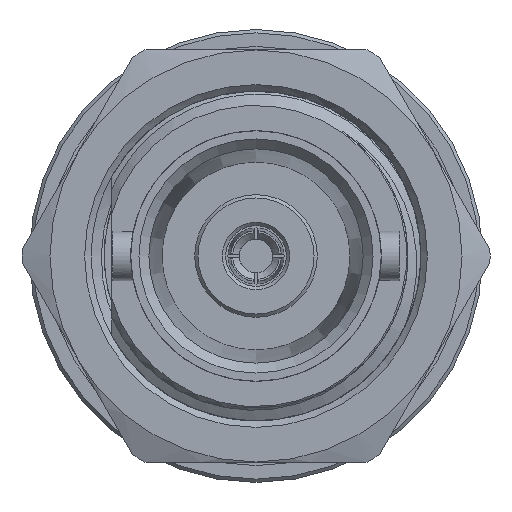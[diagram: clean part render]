
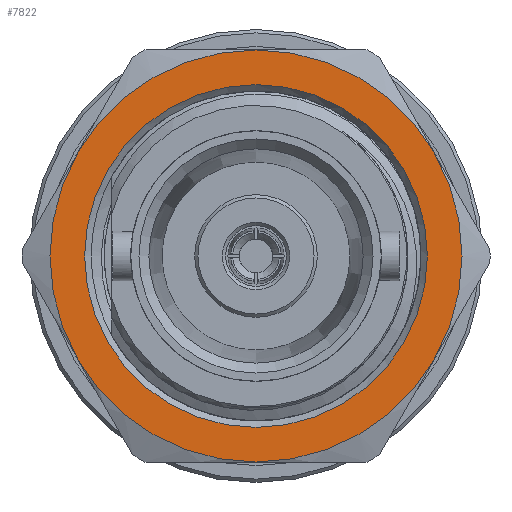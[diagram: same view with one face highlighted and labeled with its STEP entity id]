
A CAD part, left-side view. The second image highlights one B-rep face of the part: STEP entity #7822.
In plain terms, the highlighted planar face has unit normal (-1, 0, 0).
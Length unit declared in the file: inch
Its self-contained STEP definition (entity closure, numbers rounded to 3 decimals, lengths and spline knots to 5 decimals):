
#61 = DIRECTION ( 'NONE',  ( 0., 1., 0. ) ) ;
#79 = FACE_OUTER_BOUND ( 'NONE', #7132, .T. ) ;
#204 = EDGE_CURVE ( 'NONE', #14064, #2155, #18335, .T. ) ;
#317 = CARTESIAN_POINT ( 'NONE',  ( 0.55821, 0.27063, 0.15625 ) ) ;
#1058 = DIRECTION ( 'NONE',  ( -1., 0., 0. ) ) ;
#1652 = DIRECTION ( 'NONE',  ( -1., 0., 0. ) ) ;
#2119 = CARTESIAN_POINT ( 'NONE',  ( 0.55821, 0.26, 0. ) ) ;
#2155 = VERTEX_POINT ( 'NONE', #317 ) ;
#2164 = AXIS2_PLACEMENT_3D ( 'NONE', #5203, #14893, #18171 ) ;
#2829 = CARTESIAN_POINT ( 'NONE',  ( 0.55821, 0., -0.3125 ) ) ;
#3343 = DIRECTION ( 'NONE',  ( 0., 1., 0. ) ) ;
#4079 = ORIENTED_EDGE ( 'NONE', *, *, #8848, .T. ) ;
#4277 = DIRECTION ( 'NONE',  ( 0., 1., 0. ) ) ;
#4315 = EDGE_CURVE ( 'NONE', #6297, #14560, #10944, .T. ) ;
#4343 = CARTESIAN_POINT ( 'NONE',  ( 0.55821, 0., 0. ) ) ;
#4728 = DIRECTION ( 'NONE',  ( -1., 0., 0. ) ) ;
#4950 = DIRECTION ( 'NONE',  ( 0., 1., 0. ) ) ;
#5087 = DIRECTION ( 'NONE',  ( -1., 0., 0. ) ) ;
#5203 = CARTESIAN_POINT ( 'NONE',  ( 0.55821, 0., 0. ) ) ;
#5210 = CIRCLE ( 'NONE', #19012, 0.3125 ) ;
#5339 = ORIENTED_EDGE ( 'NONE', *, *, #8748, .T. ) ;
#5815 = DIRECTION ( 'NONE',  ( 0., 1., 0. ) ) ;
#6297 = VERTEX_POINT ( 'NONE', #16685 ) ;
#6766 = EDGE_CURVE ( 'NONE', #16943, #14064, #18668, .T. ) ;
#6776 = CARTESIAN_POINT ( 'NONE',  ( 0.55821, 0., 0. ) ) ;
#7132 = EDGE_LOOP ( 'NONE', ( #5339, #13452, #20359, #4079, #11930, #19005 ) ) ;
#7210 = AXIS2_PLACEMENT_3D ( 'NONE', #7400, #13815, #5815 ) ;
#7400 = CARTESIAN_POINT ( 'NONE',  ( 0.55821, 0., 0. ) ) ;
#7443 = EDGE_CURVE ( 'NONE', #14560, #19009, #12619, .T. ) ;
#7822 = ADVANCED_FACE ( 'NONE', ( #14434, #79 ), #18020, .T. ) ;
#8218 = AXIS2_PLACEMENT_3D ( 'NONE', #6776, #5087, #11518 ) ;
#8614 = AXIS2_PLACEMENT_3D ( 'NONE', #20309, #12290, #4277 ) ;
#8748 = EDGE_CURVE ( 'NONE', #2155, #6297, #5210, .T. ) ;
#8848 = EDGE_CURVE ( 'NONE', #19009, #16943, #11604, .T. ) ;
#8896 = ORIENTED_EDGE ( 'NONE', *, *, #11362, .T. ) ;
#9568 = AXIS2_PLACEMENT_3D ( 'NONE', #4343, #1058, #20378 ) ;
#9918 = AXIS2_PLACEMENT_3D ( 'NONE', #19400, #10004, #4950 ) ;
#10004 = DIRECTION ( 'NONE',  ( -1., 0., 0. ) ) ;
#10226 = CARTESIAN_POINT ( 'NONE',  ( 0.55821, 0., 0.3125 ) ) ;
#10944 = CIRCLE ( 'NONE', #7210, 0.3125 ) ;
#11362 = EDGE_CURVE ( 'NONE', #11938, #11938, #12657, .T. ) ;
#11518 = DIRECTION ( 'NONE',  ( 0., 1., 0. ) ) ;
#11604 = CIRCLE ( 'NONE', #12291, 0.3125 ) ;
#11930 = ORIENTED_EDGE ( 'NONE', *, *, #6766, .T. ) ;
#11938 = VERTEX_POINT ( 'NONE', #2119 ) ;
#12290 = DIRECTION ( 'NONE',  ( 1., 0., 0. ) ) ;
#12291 = AXIS2_PLACEMENT_3D ( 'NONE', #16203, #1652, #61 ) ;
#12619 = CIRCLE ( 'NONE', #2164, 0.3125 ) ;
#12657 = CIRCLE ( 'NONE', #8614, 0.26 ) ;
#13452 = ORIENTED_EDGE ( 'NONE', *, *, #4315, .T. ) ;
#13815 = DIRECTION ( 'NONE',  ( -1., 0., 0. ) ) ;
#14064 = VERTEX_POINT ( 'NONE', #10226 ) ;
#14412 = EDGE_LOOP ( 'NONE', ( #8896 ) ) ;
#14434 = FACE_BOUND ( 'NONE', #14412, .T. ) ;
#14560 = VERTEX_POINT ( 'NONE', #2829 ) ;
#14893 = DIRECTION ( 'NONE',  ( -1., 0., 0. ) ) ;
#16203 = CARTESIAN_POINT ( 'NONE',  ( 0.55821, 0., 0. ) ) ;
#16618 = CARTESIAN_POINT ( 'NONE',  ( 0.55821, -0.27063, 0.15625 ) ) ;
#16685 = CARTESIAN_POINT ( 'NONE',  ( 0.55821, 0.27063, -0.15625 ) ) ;
#16943 = VERTEX_POINT ( 'NONE', #16618 ) ;
#18020 = PLANE ( 'NONE',  #9918 ) ;
#18171 = DIRECTION ( 'NONE',  ( 0., 1., 0. ) ) ;
#18335 = CIRCLE ( 'NONE', #8218, 0.3125 ) ;
#18668 = CIRCLE ( 'NONE', #9568, 0.3125 ) ;
#19005 = ORIENTED_EDGE ( 'NONE', *, *, #204, .T. ) ;
#19009 = VERTEX_POINT ( 'NONE', #19704 ) ;
#19012 = AXIS2_PLACEMENT_3D ( 'NONE', #20452, #4728, #3343 ) ;
#19400 = CARTESIAN_POINT ( 'NONE',  ( 0.55821, 0., 0. ) ) ;
#19704 = CARTESIAN_POINT ( 'NONE',  ( 0.55821, -0.27063, -0.15625 ) ) ;
#20309 = CARTESIAN_POINT ( 'NONE',  ( 0.55821, 0., 0. ) ) ;
#20359 = ORIENTED_EDGE ( 'NONE', *, *, #7443, .T. ) ;
#20378 = DIRECTION ( 'NONE',  ( 0., 1., 0. ) ) ;
#20452 = CARTESIAN_POINT ( 'NONE',  ( 0.55821, 0., 0. ) ) ;
